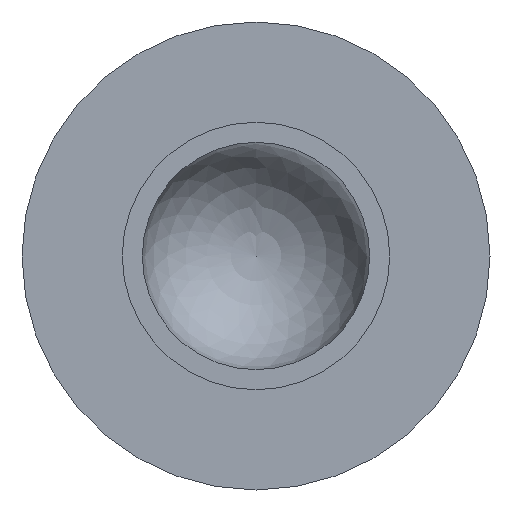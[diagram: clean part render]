
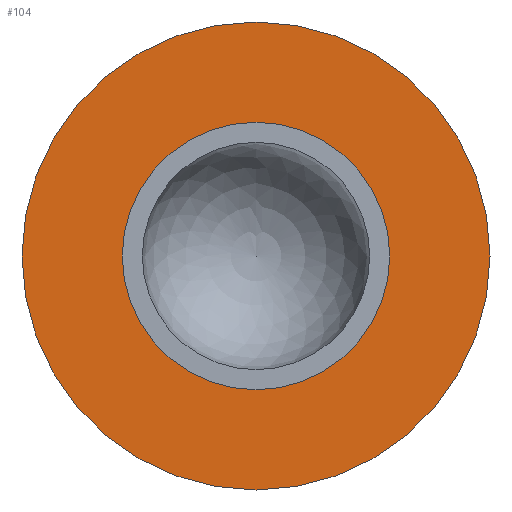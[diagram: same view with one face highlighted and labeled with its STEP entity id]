
A CAD part, front view. The second image highlights one B-rep face of the part: STEP entity #104.
In plain terms, the highlighted planar face has unit normal (0, -1, 0).
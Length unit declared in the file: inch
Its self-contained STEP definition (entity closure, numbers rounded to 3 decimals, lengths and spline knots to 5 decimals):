
#15=FACE_BOUND('',#34,.T.);
#17=PLANE('',#134);
#27=FACE_OUTER_BOUND('',#33,.T.);
#33=EDGE_LOOP('',(#82,#83));
#34=EDGE_LOOP('',(#84,#85));
#41=CIRCLE('',#132,0.1378);
#42=CIRCLE('',#133,0.1378);
#43=CIRCLE('',#135,0.07874);
#44=CIRCLE('',#136,0.07874);
#52=VERTEX_POINT('',#190);
#53=VERTEX_POINT('',#191);
#54=VERTEX_POINT('',#196);
#55=VERTEX_POINT('',#197);
#63=EDGE_CURVE('',#52,#53,#41,.T.);
#64=EDGE_CURVE('',#53,#52,#42,.T.);
#66=EDGE_CURVE('',#54,#55,#43,.T.);
#67=EDGE_CURVE('',#55,#54,#44,.T.);
#82=ORIENTED_EDGE('',*,*,#63,.T.);
#83=ORIENTED_EDGE('',*,*,#64,.T.);
#84=ORIENTED_EDGE('',*,*,#66,.F.);
#85=ORIENTED_EDGE('',*,*,#67,.F.);
#104=ADVANCED_FACE('',(#27,#15),#17,.T.);
#132=AXIS2_PLACEMENT_3D('',#192,#155,#156);
#133=AXIS2_PLACEMENT_3D('',#193,#157,#158);
#134=AXIS2_PLACEMENT_3D('',#195,#160,#161);
#135=AXIS2_PLACEMENT_3D('',#198,#162,#163);
#136=AXIS2_PLACEMENT_3D('',#199,#164,#165);
#155=DIRECTION('center_axis',(0.,-1.,0.));
#156=DIRECTION('ref_axis',(0.,0.,-1.));
#157=DIRECTION('center_axis',(0.,-1.,0.));
#158=DIRECTION('ref_axis',(0.,0.,-1.));
#160=DIRECTION('center_axis',(0.,-1.,0.));
#161=DIRECTION('ref_axis',(0.,0.,-1.));
#162=DIRECTION('center_axis',(0.,-1.,0.));
#163=DIRECTION('ref_axis',(0.,0.,-1.));
#164=DIRECTION('center_axis',(0.,-1.,0.));
#165=DIRECTION('ref_axis',(0.,0.,-1.));
#190=CARTESIAN_POINT('',(0.,0.86614,-0.1378));
#191=CARTESIAN_POINT('',(0.,0.86614,0.1378));
#192=CARTESIAN_POINT('Origin',(0.,0.86614,0.));
#193=CARTESIAN_POINT('Origin',(0.,0.86614,0.));
#195=CARTESIAN_POINT('Origin',(0.,0.86614,0.));
#196=CARTESIAN_POINT('',(0.,0.86614,-0.07874));
#197=CARTESIAN_POINT('',(0.,0.86614,0.07874));
#198=CARTESIAN_POINT('Origin',(0.,0.86614,0.));
#199=CARTESIAN_POINT('Origin',(0.,0.86614,0.));
